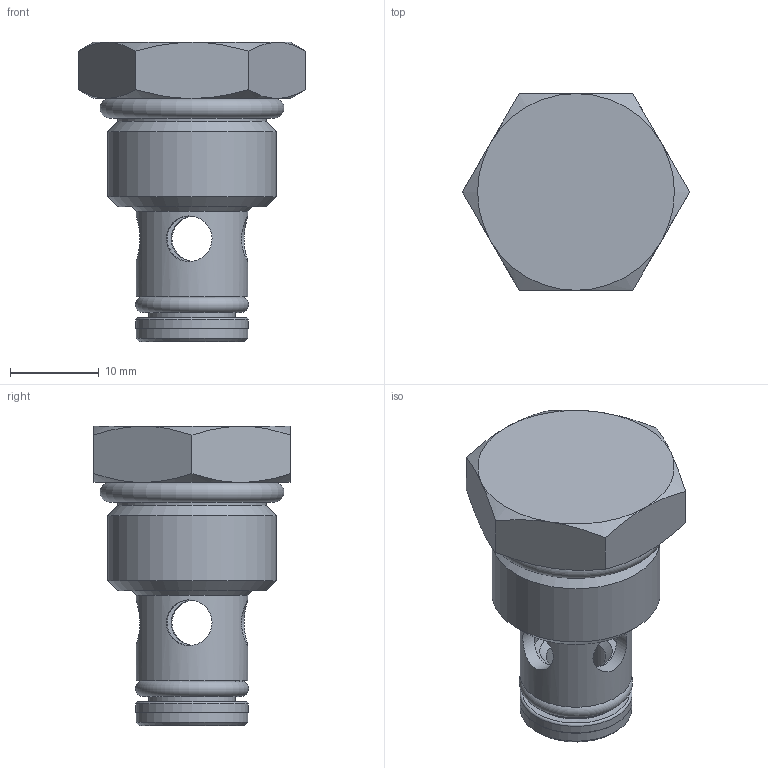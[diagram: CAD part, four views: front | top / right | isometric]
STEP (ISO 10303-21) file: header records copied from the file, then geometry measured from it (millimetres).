
FILE_DESCRIPTION((''),'2;1');
FILE_NAME('dcv-080-pb_10140-74.stp','2011-02-07T07:32:24',('mmartin'),(''),'Autodesk Inventor 2010','Autodesk Inventor 2010','');
FILE_SCHEMA(('AUTOMOTIVE_DESIGN { 1 0 10303 214 1 1 1 1 }'));
Length unit declared in the file: inch
Products named in the file (1): 10140-74_Shrinkwrap
Bounding box: 25.66 x 22.23 x 33.83 mm (x, y, z)
Volume: 5589.6 mm3; surface area: 4521.3 mm2
Topology: 1 solids, 2 shells, 66 faces, 142 edges, 85 vertices
Faces by surface type: cone 19, plane 17, cylinder 15, bspline 9, torus 6
Full cylindrical faces by diameter (mm): 5.156 x4, 9.83 x2, 9.906 x1, 12.344 x1, 12.598 x2, 12.7 x1, 14.656 x1, 16.764 x2, 19.05 x1
Entity records: 1927 total; most frequent: CARTESIAN_POINT 677, DIRECTION 230, ORIENTED_EDGE 184, EDGE_LOOP 120, AXIS2_PLACEMENT_3D 112, EDGE_CURVE 92, VERTEX_POINT 72, STYLED_ITEM 67
